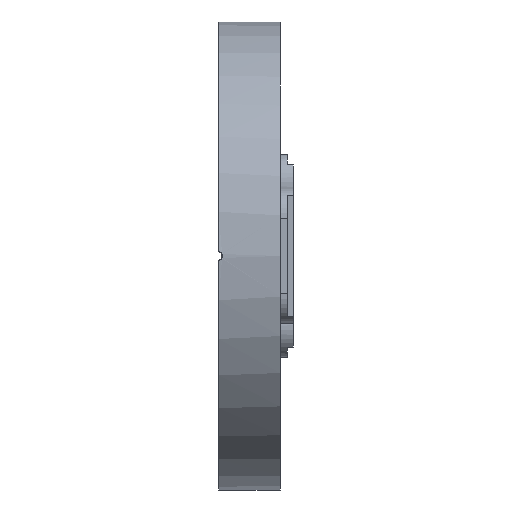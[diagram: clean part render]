
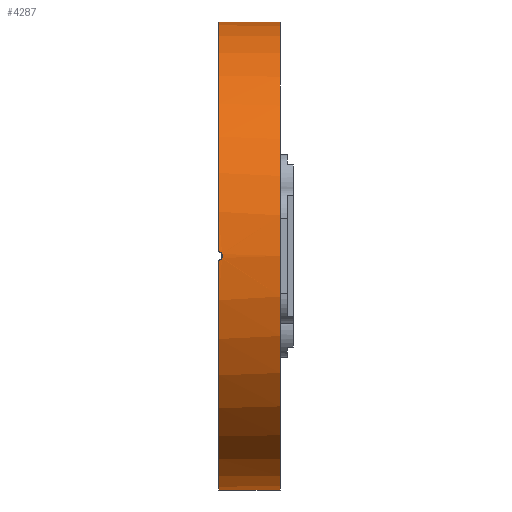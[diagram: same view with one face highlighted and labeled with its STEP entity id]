
A CAD part, left-side view. The second image highlights one B-rep face of the part: STEP entity #4287.
In plain terms, the highlighted cylindrical face has radius 57.15 mm (diameter 114.3 mm), a partial arc.
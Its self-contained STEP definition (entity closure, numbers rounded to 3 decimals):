
#83 = AXIS2_PLACEMENT_3D ( 'NONE', #2445, #715, #457 ) ;
#88 = DIRECTION ( 'NONE',  ( 0., 1., 0. ) ) ;
#191 = CARTESIAN_POINT ( 'NONE',  ( -57.141, 0., -1. ) ) ;
#234 = CARTESIAN_POINT ( 'NONE',  ( 0., 0., 0. ) ) ;
#274 = ORIENTED_EDGE ( 'NONE', *, *, #2687, .F. ) ;
#352 = DIRECTION ( 'NONE',  ( 0., 1., 0. ) ) ;
#457 = DIRECTION ( 'NONE',  ( 0., 0., 1. ) ) ;
#514 = CARTESIAN_POINT ( 'NONE',  ( -57.147, -0.799, 0.615 ) ) ;
#524 = CARTESIAN_POINT ( 'NONE',  ( -57.143, -0.504, 0.874 ) ) ;
#626 = CARTESIAN_POINT ( 'NONE',  ( -57.147, -0.801, -0.613 ) ) ;
#627 = EDGE_CURVE ( 'NONE', #3427, #1827, #890, .T. ) ;
#696 = CARTESIAN_POINT ( 'NONE',  ( 0., -15., 57.15 ) ) ;
#715 = DIRECTION ( 'NONE',  ( 0., 1., 0. ) ) ;
#722 = CARTESIAN_POINT ( 'NONE',  ( 0., -15., -57.15 ) ) ;
#886 = EDGE_CURVE ( 'NONE', #3844, #4303, #999, .T. ) ;
#890 = LINE ( 'NONE', #2195, #2528 ) ;
#897 = DIRECTION ( 'NONE',  ( 0., 1., 0. ) ) ;
#948 = DIRECTION ( 'NONE',  ( 0., 1., 0. ) ) ;
#999 = LINE ( 'NONE', #722, #3243 ) ;
#1020 = B_SPLINE_CURVE_WITH_KNOTS ( 'NONE', 3,
 ( #2338, #1697, #1509, #524, #1174, #514, #1977, #1903, #4017, #2717, #2638, #4363, #626, #2610, #2702, #191 ),
 .UNSPECIFIED., .F., .F.,
 ( 4, 2, 2, 2, 2, 2, 2, 4 ),
 ( 0., 0., 0.001, 0.001, 0.002, 0.002, 0.002, 0.003 ),
 .UNSPECIFIED. ) ;
#1107 = CARTESIAN_POINT ( 'NONE',  ( -57.141, 0., -1. ) ) ;
#1174 = CARTESIAN_POINT ( 'NONE',  ( -57.144, -0.615, 0.799 ) ) ;
#1319 = ORIENTED_EDGE ( 'NONE', *, *, #2591, .T. ) ;
#1387 = CIRCLE ( 'NONE', #83, 57.15 ) ;
#1509 = CARTESIAN_POINT ( 'NONE',  ( -57.142, -0.262, 0.974 ) ) ;
#1538 = FACE_OUTER_BOUND ( 'NONE', #2270, .T. ) ;
#1592 = VERTEX_POINT ( 'NONE', #1107 ) ;
#1697 = CARTESIAN_POINT ( 'NONE',  ( -57.141, -0.132, 1. ) ) ;
#1737 = ORIENTED_EDGE ( 'NONE', *, *, #627, .T. ) ;
#1827 = VERTEX_POINT ( 'NONE', #3141 ) ;
#1903 = CARTESIAN_POINT ( 'NONE',  ( -57.15, -0.974, 0.263 ) ) ;
#1977 = CARTESIAN_POINT ( 'NONE',  ( -57.148, -0.874, 0.503 ) ) ;
#2138 = AXIS2_PLACEMENT_3D ( 'NONE', #234, #948, #4430 ) ;
#2195 = CARTESIAN_POINT ( 'NONE',  ( 0., -15., 57.15 ) ) ;
#2270 = EDGE_LOOP ( 'NONE', ( #3020, #1319, #1737, #274, #3166, #4202 ) ) ;
#2338 = CARTESIAN_POINT ( 'NONE',  ( -57.141, 0., 1. ) ) ;
#2445 = CARTESIAN_POINT ( 'NONE',  ( 0., 0., 0. ) ) ;
#2528 = VECTOR ( 'NONE', #352, 1000. ) ;
#2536 = EDGE_CURVE ( 'NONE', #3892, #1592, #1020, .T. ) ;
#2554 = CARTESIAN_POINT ( 'NONE',  ( -57.141, 0., 1. ) ) ;
#2580 = CYLINDRICAL_SURFACE ( 'NONE', #3323, 57.15 ) ;
#2591 = EDGE_CURVE ( 'NONE', #3844, #3427, #4251, .T. ) ;
#2610 = CARTESIAN_POINT ( 'NONE',  ( -57.143, -0.521, -0.893 ) ) ;
#2638 = CARTESIAN_POINT ( 'NONE',  ( -57.15, -0.974, -0.261 ) ) ;
#2687 = EDGE_CURVE ( 'NONE', #3892, #1827, #3125, .T. ) ;
#2702 = CARTESIAN_POINT ( 'NONE',  ( -57.141, -0.264, -1. ) ) ;
#2717 = CARTESIAN_POINT ( 'NONE',  ( -57.15, -1., -0.13 ) ) ;
#3020 = ORIENTED_EDGE ( 'NONE', *, *, #886, .F. ) ;
#3125 = CIRCLE ( 'NONE', #2138, 57.15 ) ;
#3141 = CARTESIAN_POINT ( 'NONE',  ( 0., 0., 57.15 ) ) ;
#3166 = ORIENTED_EDGE ( 'NONE', *, *, #2536, .T. ) ;
#3187 = CARTESIAN_POINT ( 'NONE',  ( 0., 0., -57.15 ) ) ;
#3243 = VECTOR ( 'NONE', #897, 1000. ) ;
#3323 = AXIS2_PLACEMENT_3D ( 'NONE', #4204, #88, #3868 ) ;
#3427 = VERTEX_POINT ( 'NONE', #696 ) ;
#3428 = AXIS2_PLACEMENT_3D ( 'NONE', #4050, #3962, #3725 ) ;
#3517 = EDGE_CURVE ( 'NONE', #4303, #1592, #1387, .T. ) ;
#3725 = DIRECTION ( 'NONE',  ( 0., 0., 1. ) ) ;
#3763 = CARTESIAN_POINT ( 'NONE',  ( 0., -15., -57.15 ) ) ;
#3844 = VERTEX_POINT ( 'NONE', #3763 ) ;
#3868 = DIRECTION ( 'NONE',  ( 0., 0., 1. ) ) ;
#3892 = VERTEX_POINT ( 'NONE', #2554 ) ;
#3962 = DIRECTION ( 'NONE',  ( 0., 1., 0. ) ) ;
#4017 = CARTESIAN_POINT ( 'NONE',  ( -57.15, -1., 0.131 ) ) ;
#4050 = CARTESIAN_POINT ( 'NONE',  ( 0., -15., 0. ) ) ;
#4202 = ORIENTED_EDGE ( 'NONE', *, *, #3517, .F. ) ;
#4204 = CARTESIAN_POINT ( 'NONE',  ( 0., -15., 0. ) ) ;
#4251 = CIRCLE ( 'NONE', #3428, 57.15 ) ;
#4287 = ADVANCED_FACE ( 'NONE', ( #1538 ), #2580, .T. ) ;
#4303 = VERTEX_POINT ( 'NONE', #3187 ) ;
#4363 = CARTESIAN_POINT ( 'NONE',  ( -57.148, -0.874, -0.503 ) ) ;
#4430 = DIRECTION ( 'NONE',  ( 0., 0., 1. ) ) ;
